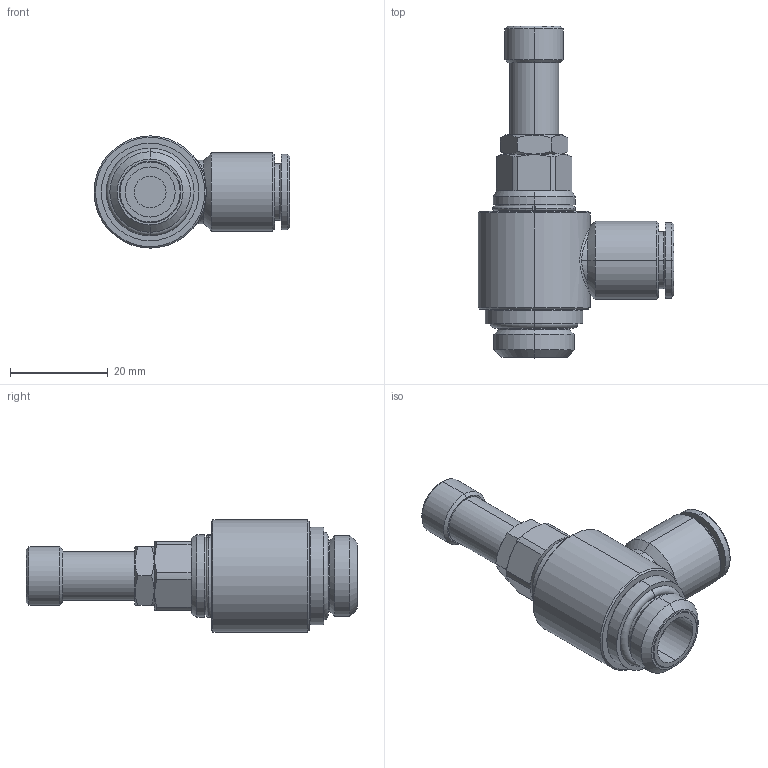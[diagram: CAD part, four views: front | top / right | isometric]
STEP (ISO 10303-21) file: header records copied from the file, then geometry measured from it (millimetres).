
FILE_DESCRIPTION (( 'STEP AP203' ), '1' );
FILE_NAME ('04260V53.STEP', '2010-05-04T08:13:56', ( '' ), ( 'sopra-pneumatic' ), 'SwSTEP 2.0', 'SolidWorks 2009', '' );
FILE_SCHEMA (( 'CONFIG_CONTROL_DESIGN' ));
Length unit declared in the file: millimetre
Products named in the file (1): 04260V53
Bounding box: 40.15 x 68 x 23 mm (x, y, z)
Volume: 16357.7 mm3; surface area: 6629.6 mm2
Topology: 2 solids, 4 shells, 128 faces, 265 edges, 161 vertices
Faces by surface type: cylinder 46, plane 40, cone 36, torus 4, bspline 2
Entity records: 4679 total; most frequent: CARTESIAN_POINT 1867, DIRECTION 608, ORIENTED_EDGE 530, EDGE_CURVE 265, AXIS2_PLACEMENT_3D 256, VERTEX_POINT 161, EDGE_LOOP 144, CIRCLE 129
